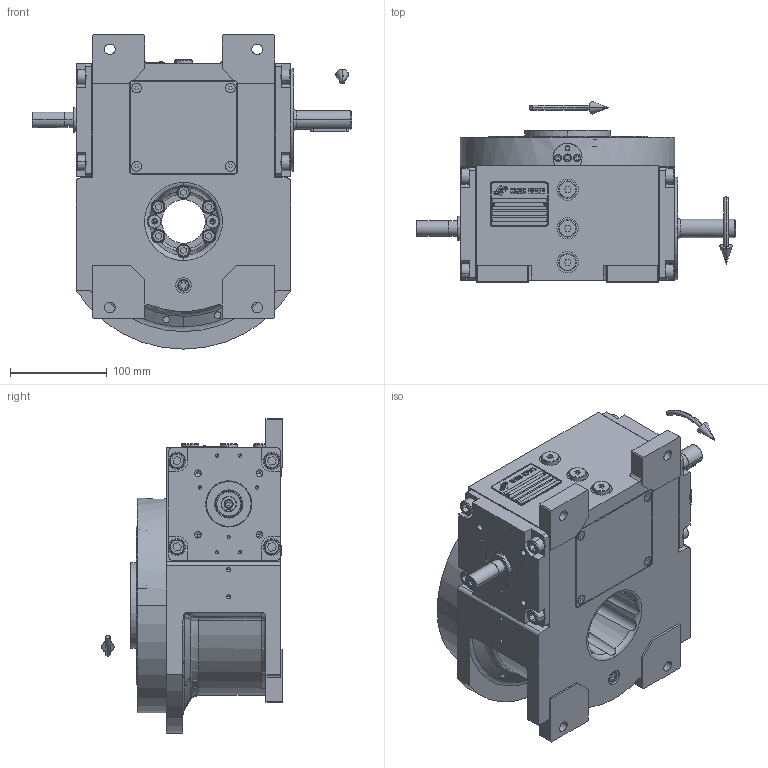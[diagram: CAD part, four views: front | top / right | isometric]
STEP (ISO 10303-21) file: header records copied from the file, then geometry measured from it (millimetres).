
FILE_DESCRIPTION (( 'STEP AP203' ), '1' );
FILE_NAME ('PC5200590.step', '2024-09-04T11:39:24', ( '' ), ( '' ), 'SwSTEP 2.0', 'SolidWorks 2020', '' );
FILE_SCHEMA (( 'CONFIG_CONTROL_DESIGN' ));
Length unit declared in the file: millimetre
Products named in the file (80): cfn2000_01_103; rig06_016; cfn2107_01_001; cfn2158_01_010; rig06_004; AS_cfn2476_01_002_60x46; cfn2151_01_090; cfn2155_01_056; cfn2000_01_124; rig06_002_bl_003; cfn2128_04_004; cfn2000_01_126; cfn2155_01_303; cfn2151_01_290; cfn2077_01_018; AS_rig06_002_bl_003; RIG06_021_AF0.stp; AS_900_38_30_003; cfn2476_01_002_60x46; 9004_2512; cfn2000_01_161; CFN2000_01_185.stp; cfn2276_01_074; CFN2010_02_002.stp; cfn2115_02_165; CFN2104_02_017.stp; cfn2158_01_011; AS_rig06_017; olio_agip_blasia_150; cfn2115_02_182; freccia_angolare_albero; cfn2003_01_054; rig06_005_n_01; rig06_001_a; rig06_017; 900_38_30_003; CFN2223_01-570X6-B.stp; rig06_071_08_m_asm.stp; PC5200590; CFN2356_03_047.stp ...
Assembly tree (72 placements, depth 5):
  cfn2158_01_010
  cfn2151_01_090
  cfn2151_01_290
  cfn2077_01_018
  cfn2276_01_074
Bounding box: 330.5 x 187 x 325 mm (x, y, z)
Volume: 2316309.5 mm3; surface area: 765687.6 mm2
Topology: 63 solids, 63 shells, 2013 faces, 4993 edges, 3204 vertices
Faces by surface type: plane 1023, cylinder 647, cone 311, torus 20, bspline 6, sphere 6
Entity records: 69229 total; most frequent: CARTESIAN_POINT 15193, DIRECTION 9624, ORIENTED_EDGE 9266, EDGE_CURVE 4633, AXIS2_PLACEMENT_3D 3322, VERTEX_POINT 3023, LINE 2980, VECTOR 2980
